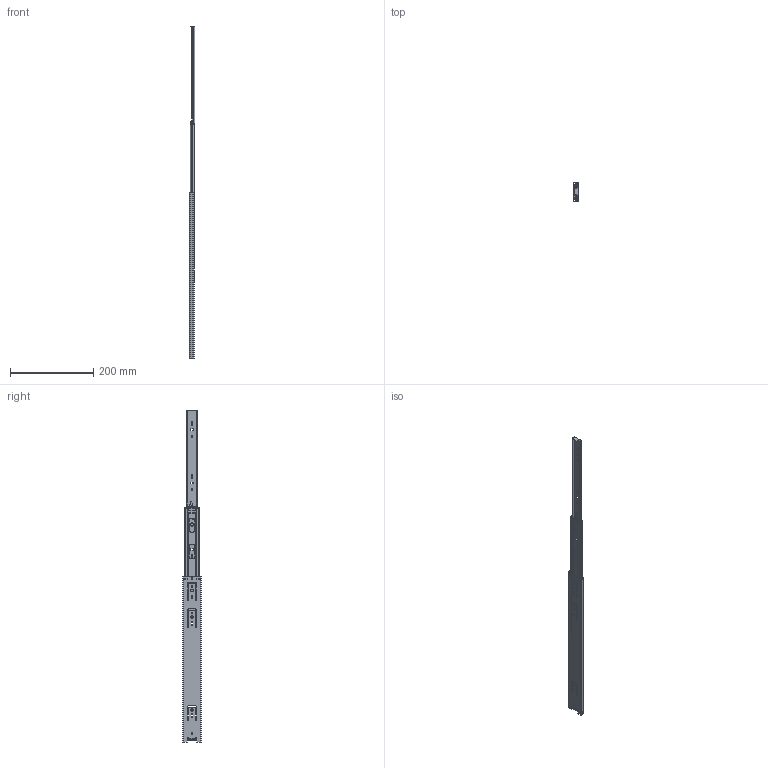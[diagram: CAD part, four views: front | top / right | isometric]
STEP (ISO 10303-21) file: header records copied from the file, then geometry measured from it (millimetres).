
FILE_DESCRIPTION (( 'STEP AP214' ), '1' );
FILE_NAME ('FR_5046.0400mm_16inch_open.STEP', '2022-11-24T08:44:33', ( '' ), ( '' ), 'SwSTEP 2.0', 'SolidWorks 2020', '' );
FILE_SCHEMA (( 'AUTOMOTIVE_DESIGN' ));
Length unit declared in the file: millimetre
Products named in the file (11): 5046.XXX-02.C200A_NL  400; AHS; 5046.XXX-03.C200A_NL  400; 5046.XXX-01.C200A_NL  400; FR_5046.0400mm_16inch_open; Anschlag hinten; Anschlag Mittelprofiel; Niete
Assembly tree (10 placements, depth 3):
  FR_5046.0400mm_16inch_open
    5046.XXX-01.C200A_NL  400
      5046.XXX-01.C200A_NL  400
      Anschlag hinten
    5046.XXX-02.C200A_NL  400
      5046.XXX-02.C200A_NL  400
      Anschlag Mittelprofiel
    5046.XXX-03.C200A_NL  400
      5046.XXX-03.C200A_NL  400
      AHS
      Niete
Bounding box: 12.7 x 45.46 x 800 mm (x, y, z)
Volume: 76708.4 mm3; surface area: 127151.6 mm2
Topology: 7 solids, 7 shells, 653 faces, 1642 edges, 998 vertices
Faces by surface type: plane 347, cylinder 242, torus 33, bspline 22, cone 6, sphere 3
Entity records: 20414 total; most frequent: CARTESIAN_POINT 4132, DIRECTION 3416, ORIENTED_EDGE 3278, EDGE_CURVE 1639, AXIS2_PLACEMENT_3D 1204, LINE 1008, VECTOR 1008, VERTEX_POINT 998
